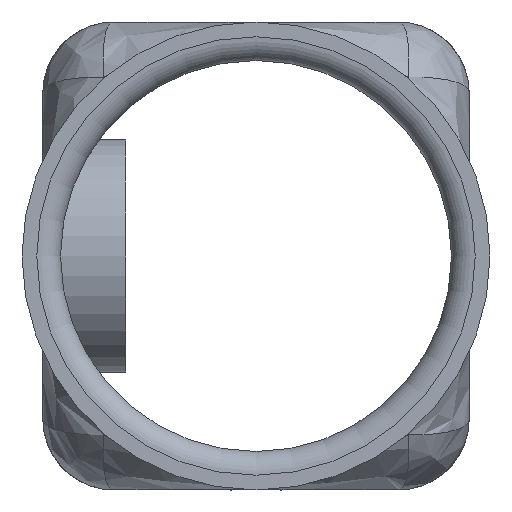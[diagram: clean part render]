
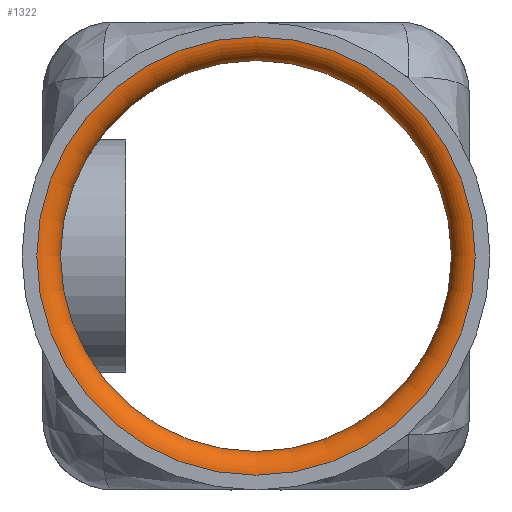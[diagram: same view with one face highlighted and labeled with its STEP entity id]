
A CAD part, left-side view. The second image highlights one B-rep face of the part: STEP entity #1322.
In plain terms, the highlighted toroidal (fillet/blend) face has major radius 18.5 mm and minor radius 2 mm.
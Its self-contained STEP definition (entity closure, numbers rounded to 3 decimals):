
#245=FACE_BOUND('',#390,.T.);
#276=FACE_OUTER_BOUND('',#389,.T.);
#389=EDGE_LOOP('',(#930));
#390=EDGE_LOOP('',(#931));
#516=CIRCLE('',#1446,16.5);
#517=CIRCLE('',#1447,18.5);
#603=VERTEX_POINT('',#2015);
#604=VERTEX_POINT('',#2017);
#724=EDGE_CURVE('',#603,#603,#516,.T.);
#725=EDGE_CURVE('',#604,#604,#517,.T.);
#930=ORIENTED_EDGE('',*,*,#724,.F.);
#931=ORIENTED_EDGE('',*,*,#725,.F.);
#1300=TOROIDAL_SURFACE('',#1445,18.5,2.);
#1322=ADVANCED_FACE('',(#276,#245),#1300,.T.);
#1445=AXIS2_PLACEMENT_3D('',#2014,#1607,#1608);
#1446=AXIS2_PLACEMENT_3D('',#2016,#1609,#1610);
#1447=AXIS2_PLACEMENT_3D('',#2018,#1611,#1612);
#1607=DIRECTION('center_axis',(1.,0.,0.));
#1608=DIRECTION('ref_axis',(0.,0.,-1.));
#1609=DIRECTION('center_axis',(-1.,0.,0.));
#1610=DIRECTION('ref_axis',(0.,0.,-1.));
#1611=DIRECTION('center_axis',(1.,0.,0.));
#1612=DIRECTION('ref_axis',(0.,0.,-1.));
#2014=CARTESIAN_POINT('Origin',(-194.5,0.,0.));
#2015=CARTESIAN_POINT('',(-194.5,0.,-16.5));
#2016=CARTESIAN_POINT('Origin',(-194.5,0.,0.));
#2017=CARTESIAN_POINT('',(-196.5,0.,-18.5));
#2018=CARTESIAN_POINT('Origin',(-196.5,0.,0.));
